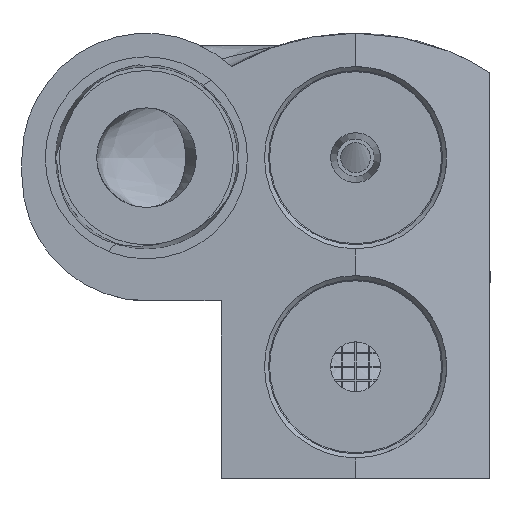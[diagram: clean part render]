
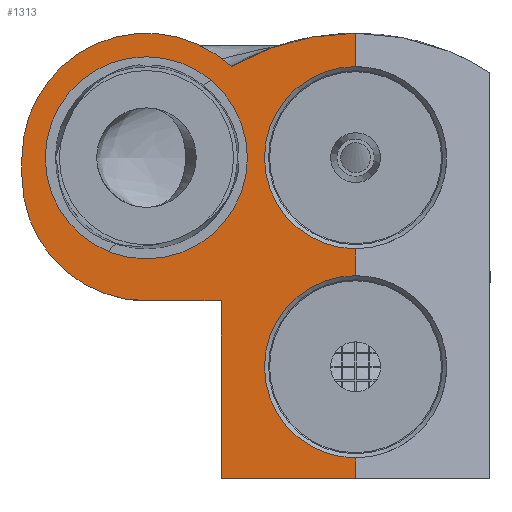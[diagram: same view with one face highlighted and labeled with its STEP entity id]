
A CAD part, left-side view. The second image highlights one B-rep face of the part: STEP entity #1313.
In plain terms, the highlighted planar face has unit normal (-1, 0, 0).
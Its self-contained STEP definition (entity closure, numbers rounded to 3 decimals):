
#497=FACE_BOUND('',#2674,.T.);
#498=FACE_BOUND('',#2675,.T.);
#1103=CIRCLE('',#10438,0.25);
#1105=CIRCLE('',#10444,0.5);
#1112=CIRCLE('',#10456,0.25);
#1115=CIRCLE('',#10462,0.203);
#1116=CIRCLE('',#10464,0.183);
#1117=CIRCLE('',#10465,0.183);
#1313=ADVANCED_FACE('',(#497,#498),#1857,.T.);
#1857=PLANE('',#10466);
#2674=EDGE_LOOP('',(#3433));
#2675=EDGE_LOOP('',(#3434,#3435,#3436,#3437,#3438,#3439,#3440,#3441,#3442,
#3443,#3444,#3445));
#3433=ORIENTED_EDGE('',*,*,#7139,.F.);
#3434=ORIENTED_EDGE('',*,*,#7140,.T.);
#3435=ORIENTED_EDGE('',*,*,#7141,.T.);
#3436=ORIENTED_EDGE('',*,*,#7142,.T.);
#3437=ORIENTED_EDGE('',*,*,#7143,.T.);
#3438=ORIENTED_EDGE('',*,*,#7144,.T.);
#3439=ORIENTED_EDGE('',*,*,#7123,.T.);
#3440=ORIENTED_EDGE('',*,*,#7134,.T.);
#3441=ORIENTED_EDGE('',*,*,#7135,.T.);
#3442=ORIENTED_EDGE('',*,*,#7111,.T.);
#3443=ORIENTED_EDGE('',*,*,#7120,.T.);
#3444=ORIENTED_EDGE('',*,*,#7107,.T.);
#3445=ORIENTED_EDGE('',*,*,#7118,.T.);
#6179=VERTEX_POINT('',#13612);
#6181=VERTEX_POINT('',#13616);
#6182=VERTEX_POINT('',#13620);
#6185=VERTEX_POINT('',#13625);
#6190=VERTEX_POINT('',#13639);
#6192=VERTEX_POINT('',#13648);
#6193=VERTEX_POINT('',#13650);
#6202=VERTEX_POINT('',#13681);
#6205=VERTEX_POINT('',#13693);
#6206=VERTEX_POINT('',#13696);
#6207=VERTEX_POINT('',#13698);
#6208=VERTEX_POINT('',#13700);
#6209=VERTEX_POINT('',#13702);
#7107=EDGE_CURVE('',#6179,#6181,#8507,.T.);
#7111=EDGE_CURVE('',#6182,#6185,#1103,.T.);
#7118=EDGE_CURVE('',#6181,#6190,#8516,.T.);
#7120=EDGE_CURVE('',#6185,#6179,#8518,.T.);
#7123=EDGE_CURVE('',#6193,#6192,#1105,.T.);
#7134=EDGE_CURVE('',#6192,#6202,#1112,.T.);
#7135=EDGE_CURVE('',#6202,#6182,#8521,.T.);
#7139=EDGE_CURVE('',#6205,#6205,#1115,.T.);
#7140=EDGE_CURVE('',#6190,#6206,#8523,.T.);
#7141=EDGE_CURVE('',#6206,#6207,#1116,.T.);
#7142=EDGE_CURVE('',#6207,#6208,#8524,.T.);
#7143=EDGE_CURVE('',#6208,#6209,#1117,.T.);
#7144=EDGE_CURVE('',#6209,#6193,#8525,.T.);
#8507=LINE('',#13617,#9472);
#8516=LINE('',#13640,#9481);
#8518=LINE('',#13643,#9483);
#8521=LINE('',#13684,#9486);
#8523=LINE('',#13695,#9488);
#8524=LINE('',#13699,#9489);
#8525=LINE('',#13703,#9490);
#9472=VECTOR('',#11176,1.);
#9481=VECTOR('',#11195,1.);
#9483=VECTOR('',#11199,1.);
#9486=VECTOR('',#11234,1.);
#9488=VECTOR('',#11248,1.);
#9489=VECTOR('',#11251,1.);
#9490=VECTOR('',#11254,1.);
#10438=AXIS2_PLACEMENT_3D('',#13626,#11183,#11184);
#10444=AXIS2_PLACEMENT_3D('',#13649,#11205,#11206);
#10456=AXIS2_PLACEMENT_3D('',#13682,#11230,#11231);
#10462=AXIS2_PLACEMENT_3D('',#13692,#11244,#11245);
#10464=AXIS2_PLACEMENT_3D('',#13697,#11249,#11250);
#10465=AXIS2_PLACEMENT_3D('',#13701,#11252,#11253);
#10466=AXIS2_PLACEMENT_3D('',#13704,#11255,#11256);
#11176=DIRECTION('',(0.,0.,-1.));
#11183=DIRECTION('',(-1.,0.,0.));
#11184=DIRECTION('',(0.,1.,0.));
#11195=DIRECTION('',(0.,-1.,0.));
#11199=DIRECTION('',(0.,-1.,0.));
#11205=DIRECTION('',(-1.,0.,0.));
#11206=DIRECTION('',(0.,0.,1.));
#11230=DIRECTION('',(-1.,0.,0.));
#11231=DIRECTION('',(0.,-0.681,0.732));
#11234=DIRECTION('',(0.,0.,-1.));
#11244=DIRECTION('',(-1.,0.,0.));
#11245=DIRECTION('',(0.,1.,0.));
#11248=DIRECTION('',(0.,0.,1.));
#11249=DIRECTION('',(1.,0.,0.));
#11250=DIRECTION('',(0.,1.,0.));
#11251=DIRECTION('',(0.,0.,1.));
#11252=DIRECTION('',(1.,0.,0.));
#11253=DIRECTION('',(0.,-1.,0.));
#11254=DIRECTION('',(0.,0.,1.));
#11255=DIRECTION('',(-1.,0.,0.));
#11256=DIRECTION('',(0.,0.,1.));
#13612=CARTESIAN_POINT('',(-2.433,0.27,-0.288));
#13616=CARTESIAN_POINT('',(-2.433,0.27,-0.645));
#13617=CARTESIAN_POINT('',(-2.433,0.27,-0.288));
#13620=CARTESIAN_POINT('',(-2.433,0.67,-0.038));
#13625=CARTESIAN_POINT('',(-2.433,0.42,-0.288));
#13626=CARTESIAN_POINT('',(-2.433,0.42,-0.038));
#13639=CARTESIAN_POINT('',(-2.433,0.,-0.645));
#13640=CARTESIAN_POINT('',(-2.433,-0.109,-0.645));
#13643=CARTESIAN_POINT('',(-2.433,0.42,-0.288));
#13648=CARTESIAN_POINT('',(-2.433,0.25,0.183));
#13649=CARTESIAN_POINT('',(-2.433,0.,-0.25));
#13650=CARTESIAN_POINT('',(-2.433,0.,0.25));
#13681=CARTESIAN_POINT('',(-2.433,0.67,0.));
#13682=CARTESIAN_POINT('',(-2.433,0.42,0.));
#13684=CARTESIAN_POINT('',(-2.433,0.67,0.));
#13692=CARTESIAN_POINT('',(-2.433,0.42,0.));
#13693=CARTESIAN_POINT('',(-2.433,0.623,0.));
#13695=CARTESIAN_POINT('',(-2.433,0.,0.09));
#13696=CARTESIAN_POINT('',(-2.433,0.,-0.603));
#13697=CARTESIAN_POINT('',(-2.433,0.,-0.42));
#13698=CARTESIAN_POINT('',(-2.433,0.,-0.237));
#13699=CARTESIAN_POINT('',(-2.433,0.,0.09));
#13700=CARTESIAN_POINT('',(-2.433,0.,-0.183));
#13701=CARTESIAN_POINT('',(-2.433,0.,0.));
#13702=CARTESIAN_POINT('',(-2.433,0.,0.183));
#13703=CARTESIAN_POINT('',(-2.433,0.,0.09));
#13704=CARTESIAN_POINT('',(-2.433,0.,0.));
